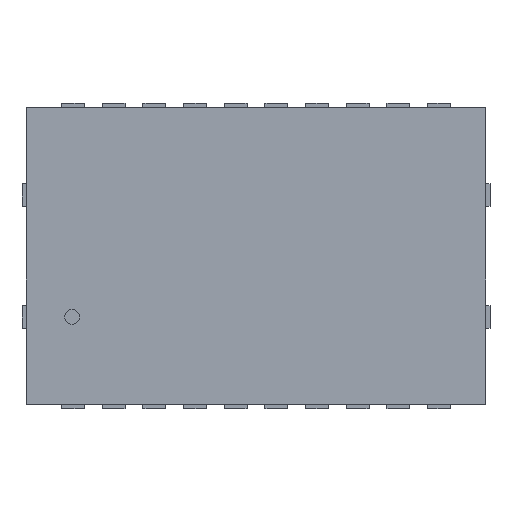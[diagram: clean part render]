
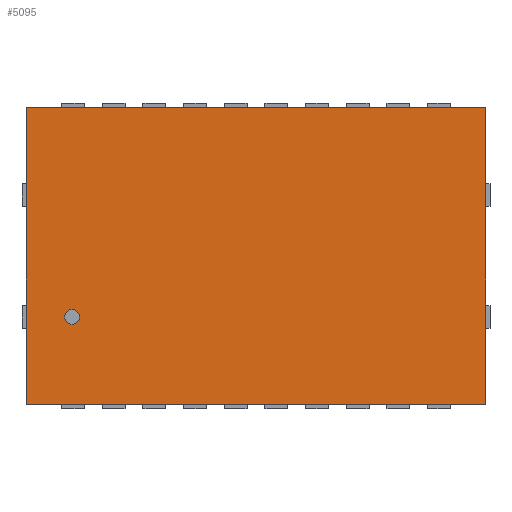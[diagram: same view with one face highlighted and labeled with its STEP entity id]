
A CAD part, top view. The second image highlights one B-rep face of the part: STEP entity #5095.
In plain terms, the highlighted planar face has unit normal (0, 0, 1).
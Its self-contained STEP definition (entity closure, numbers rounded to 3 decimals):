
#5095 = ADVANCED_FACE('',(#5096),#5130,.F.);
#5096 = FACE_BOUND('',#5097,.T.);
#5097 = EDGE_LOOP('',(#5098,#5108,#5116,#5124));
#5098 = ORIENTED_EDGE('',*,*,#5099,.F.);
#5099 = EDGE_CURVE('',#5100,#5102,#5104,.T.);
#5100 = VERTEX_POINT('',#5101);
#5101 = CARTESIAN_POINT('',(2.825,1.825,0.737));
#5102 = VERTEX_POINT('',#5103);
#5103 = CARTESIAN_POINT('',(2.825,-1.825,0.737));
#5104 = LINE('',#5105,#5106);
#5105 = CARTESIAN_POINT('',(2.825,1.825,0.737));
#5106 = VECTOR('',#5107,1.);
#5107 = DIRECTION('',(0.,-1.,0.));
#5108 = ORIENTED_EDGE('',*,*,#5109,.F.);
#5109 = EDGE_CURVE('',#5110,#5100,#5112,.T.);
#5110 = VERTEX_POINT('',#5111);
#5111 = CARTESIAN_POINT('',(-2.825,1.825,0.737));
#5112 = LINE('',#5113,#5114);
#5113 = CARTESIAN_POINT('',(-2.825,1.825,0.737));
#5114 = VECTOR('',#5115,1.);
#5115 = DIRECTION('',(1.,0.,0.));
#5116 = ORIENTED_EDGE('',*,*,#5117,.F.);
#5117 = EDGE_CURVE('',#5118,#5110,#5120,.T.);
#5118 = VERTEX_POINT('',#5119);
#5119 = CARTESIAN_POINT('',(-2.825,-1.825,0.737));
#5120 = LINE('',#5121,#5122);
#5121 = CARTESIAN_POINT('',(-2.825,-1.825,0.737));
#5122 = VECTOR('',#5123,1.);
#5123 = DIRECTION('',(0.,1.,0.));
#5124 = ORIENTED_EDGE('',*,*,#5125,.F.);
#5125 = EDGE_CURVE('',#5102,#5118,#5126,.T.);
#5126 = LINE('',#5127,#5128);
#5127 = CARTESIAN_POINT('',(2.825,-1.825,0.737));
#5128 = VECTOR('',#5129,1.);
#5129 = DIRECTION('',(-1.,0.,0.));
#5130 = PLANE('',#5131);
#5131 = AXIS2_PLACEMENT_3D('',#5132,#5133,#5134);
#5132 = CARTESIAN_POINT('',(2.825,-1.825,0.737));
#5133 = DIRECTION('',(0.,0.,-1.));
#5134 = DIRECTION('',(-1.,0.,0.));
